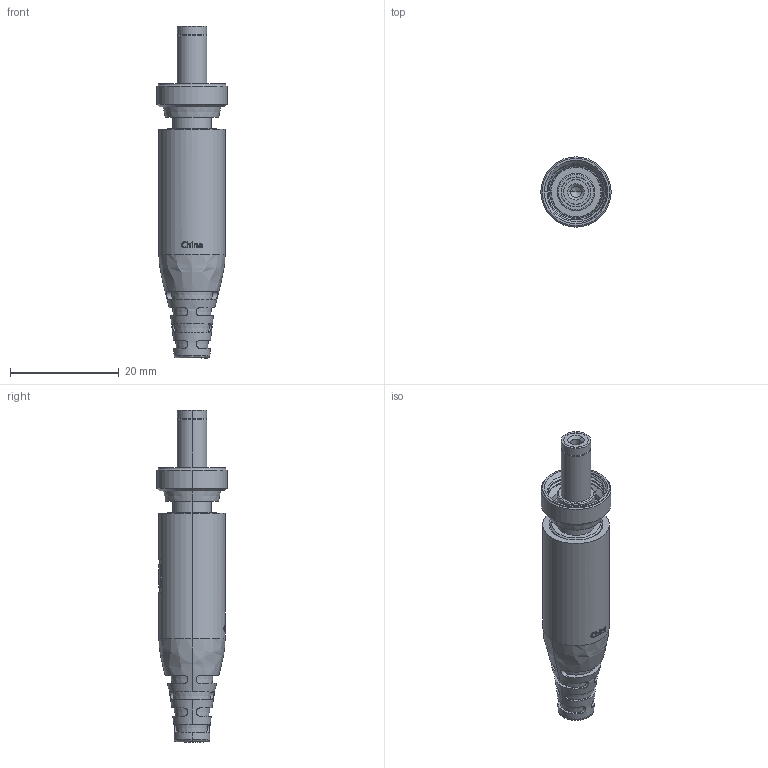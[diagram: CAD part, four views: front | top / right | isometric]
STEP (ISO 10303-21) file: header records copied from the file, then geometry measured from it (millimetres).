
FILE_DESCRIPTION (( 'STEP AP203' ), '1' );
FILE_NAME ('55-00201.STEP', '2025-03-31T18:55:20', ( '' ), ( '' ), 'SwSTEP 2.0', 'SolidWorks 2021', '' );
FILE_SCHEMA (( 'CONFIG_CONTROL_DESIGN' ));
Length unit declared in the file: millimetre
Products named in the file (12): 50-01076_pin_2.0??___; 50-01076_Glass fiber___; 50-01076___; 55-00201; 50-01076_Cable clamp sleeve terminal___; jiaoke.STEP; Copy of 50-01077_Floating locking ring_Step; 50-01076_Tip insulator___; 56-00034; 4.2-(3.9-4.5).STEP; 50-01076_Outer tube___; 50-01076_Center pin terminal___
Assembly tree (11 placements, depth 3):
  55-00201
    50-01076___
      50-01076_Tip insulator___
      50-01076_Outer tube___
      50-01076_Cable clamp sleeve terminal___
      50-01076_Glass fiber___
      Copy of 50-01077_Floating locking ring_Step
      50-01076_Center pin terminal___
      50-01076_pin_2.0??___
    56-00034
      4.2-(3.9-4.5).STEP
      jiaoke.STEP
Bounding box: 12.9 x 12.9 x 60.99 mm (x, y, z)
Volume: 3483.8 mm3; surface area: 7088.4 mm2
Topology: 9 solids, 9 shells, 399 faces, 978 edges, 626 vertices
Faces by surface type: cylinder 146, plane 128, cone 62, bspline 59, torus 4
Entity records: 18289 total; most frequent: CARTESIAN_POINT 8074, ORIENTED_EDGE 1948, DIRECTION 1753, EDGE_CURVE 974, AXIS2_PLACEMENT_3D 672, VERTEX_POINT 626, EDGE_LOOP 454, LINE 409
